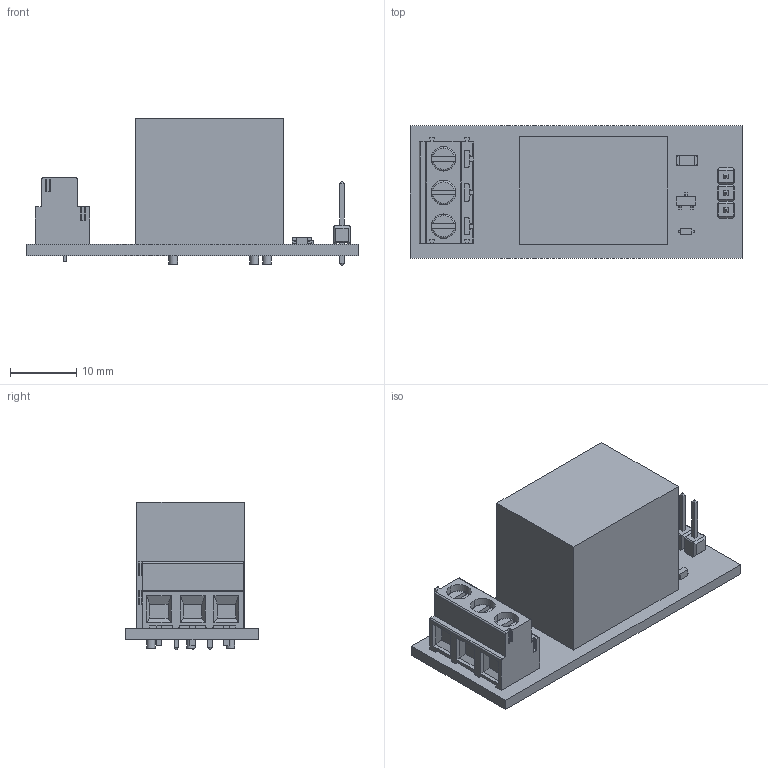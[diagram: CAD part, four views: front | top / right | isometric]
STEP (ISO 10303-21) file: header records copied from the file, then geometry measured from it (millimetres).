
FILE_DESCRIPTION(('Open CASCADE Model'),'2;1');
FILE_NAME('Open CASCADE Shape Model','2020-10-23T09:13:28',('Author'),( 'Open CASCADE'),'Open CASCADE STEP processor 6.8','Open CASCADE 6.8' ,'Unknown');
FILE_SCHEMA(('AUTOMOTIVE_DESIGN { 1 0 10303 214 1 1 1 1 }'));
Length unit declared in the file: millimetre
Products named in the file (24): PCB; Board; RL1; 5703976704; Extruded; 5946001728; Cylinder; 5946001536; R1; User_Library-CR3216-1206; Q1; CircuitWorks-SOT-23; J1; Terminal_Block_V2_RGB65280; D1; 5946001344; 5700662848; 5700663232; CON1; User_Library-1x3_TH_Pitch_2_54mm
Assembly tree (26 placements, depth 4):
  PCB
    Board
    RL1
      5703976704
        Extruded
      5946001728  x4
        Cylinder
      5946001536
        Cylinder
    R1
      User_Library-CR3216-1206
    Q1
      CircuitWorks-SOT-23
    J1
      Terminal_Block_V2_RGB65280
    D1
      5946001344
        Extruded
      5700662848
        Extruded
      5700663232
        Extruded
    CON1
      User_Library-1x3_TH_Pitch_2_54mm
Bounding box: 50 x 20 x 22.2 mm (x, y, z)
Volume: 9528.9 mm3; surface area: 5705.1 mm2
Topology: 16 solids, 22 shells, 456 faces, 1154 edges, 750 vertices
Faces by surface type: plane 354, cylinder 90, torus 12
Full cylindrical faces by diameter (mm): 1.24 x5
Entity records: 16042 total; most frequent: CARTESIAN_POINT 2543, ORIENTED_EDGE 2268, DIRECTION 2237, EDGE_CURVE 1145, LINE 929, VECTOR 929, VERTEX_POINT 744, AXIS2_PLACEMENT_3D 654
